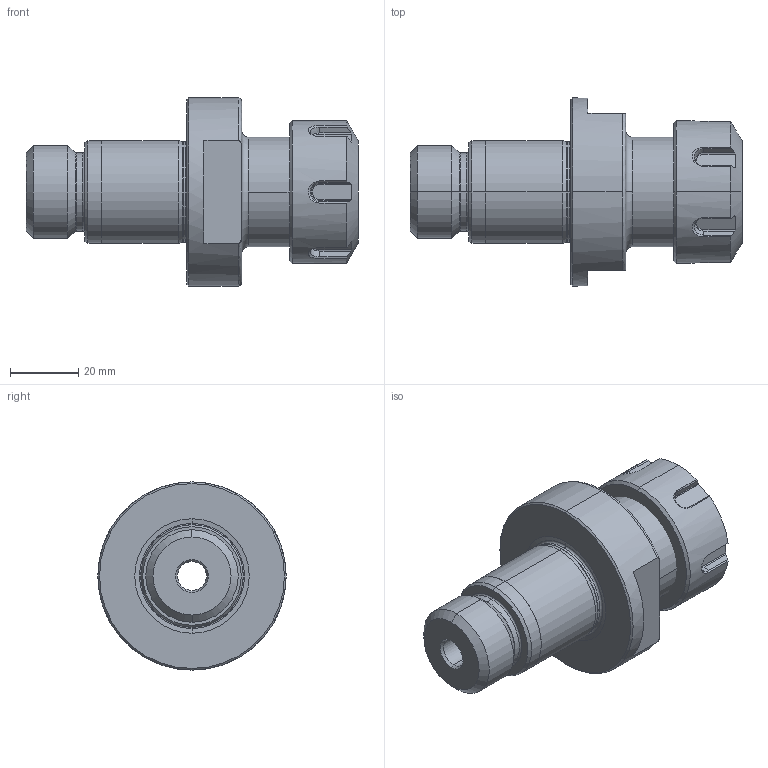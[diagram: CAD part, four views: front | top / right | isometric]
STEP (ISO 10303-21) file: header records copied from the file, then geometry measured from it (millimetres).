
FILE_DESCRIPTION (( 'STEP AP203' ), '1' );
FILE_NAME ('340.550.025C.STEP', '2024-09-02T11:56:33', ( '' ), ( '' ), 'SwSTEP 2.0', 'SolidWorks 2022', '' );
FILE_SCHEMA (( 'CONFIG_CONTROL_DESIGN' ));
Length unit declared in the file: millimetre
Products named in the file (3): CA5-E25.K01.050_B; 340.550.025C; E25-ER1.001.020
Assembly tree (2 placements, depth 2):
  340.550.025C
    CA5-E25.K01.050_B
    E25-ER1.001.020
Bounding box: 97 x 55 x 55 mm (x, y, z)
Volume: 81201.9 mm3; surface area: 23271 mm2
Topology: 2 solids, 2 shells, 160 faces, 372 edges, 221 vertices
Faces by surface type: plane 60, cone 48, cylinder 31, torus 21
Entity records: 5215 total; most frequent: CARTESIAN_POINT 1278, DIRECTION 796, ORIENTED_EDGE 744, EDGE_CURVE 372, AXIS2_PLACEMENT_3D 319, VERTEX_POINT 221, EDGE_LOOP 169, FACE_OUTER_BOUND 160
